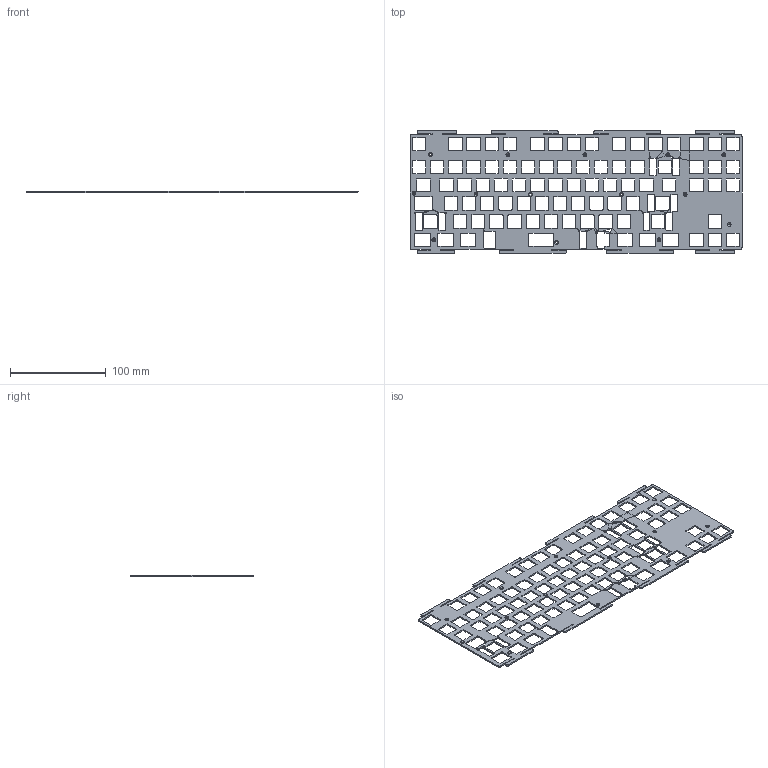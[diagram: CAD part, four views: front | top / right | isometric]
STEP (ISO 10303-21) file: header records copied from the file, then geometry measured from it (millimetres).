
FILE_DESCRIPTION(/* description */ ('','CAx-IF Rec.Pracs.---Representation and Presentation of Product Manufacturing Information (PMI)---4.0---2014-10-13'),/* implementation_level */ '2;1');
FILE_NAME(/* name */ '',/* time_stamp */ '2025-03-10T12:04:15+08:00',/* author */ (''),/* organization */ (''),/* preprocessor_version */ 'ST-DEVELOPER v20',/* originating_system */ 'Autodesk Translation Framework v13.20.0.188',/* authorisation */ '');
FILE_SCHEMA (('AP242_MANAGED_MODEL_BASED_3D_ENGINEERING_MIM_LF { 1 0 10303 442 1 1 4 }'));
Length unit declared in the file: millimetre
Products named in the file (1): Fusion 零部件
Bounding box: 347.61 x 128.71 x 1.56 mm (x, y, z)
Volume: 36703.8 mm3; surface area: 59478.9 mm2
Topology: 1 solids, 1 shells, 959 faces, 2874 edges, 1917 vertices
Faces by surface type: plane 466, cylinder 462, bspline 17, cone 14
Full cylindrical faces by diameter (mm): 2.1 x14
Entity records: 33428 total; most frequent: CARTESIAN_POINT 6142, ORIENTED_EDGE 5782, DIRECTION 5647, EDGE_CURVE 2891, VERTEX_POINT 1917, LINE 1885, VECTOR 1885, AXIS2_PLACEMENT_3D 1881
